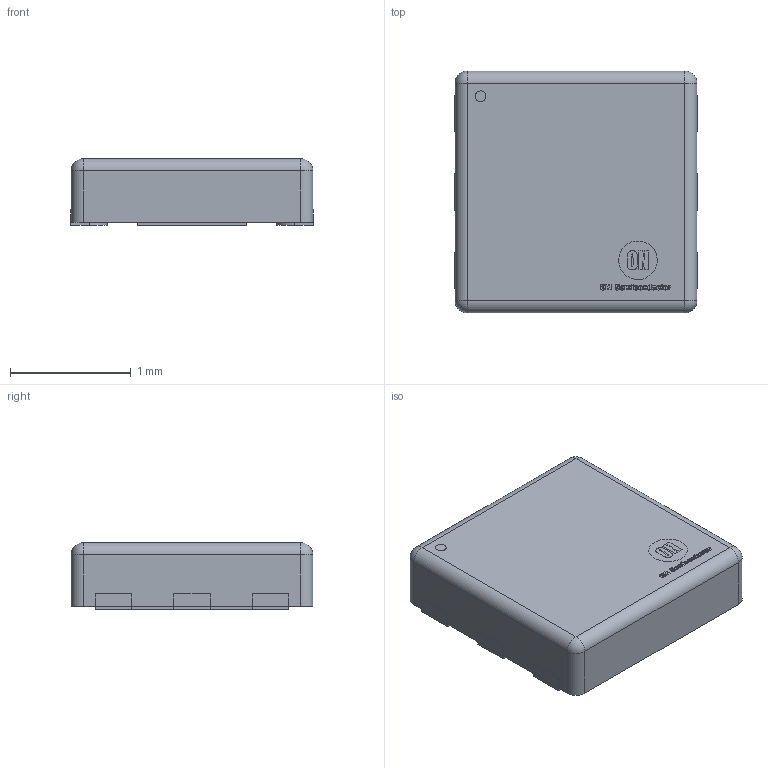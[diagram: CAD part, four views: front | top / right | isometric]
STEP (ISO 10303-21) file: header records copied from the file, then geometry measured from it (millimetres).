
FILE_DESCRIPTION(/* description */ (''),/* implementation_level */ '2;1');
FILE_NAME(/* name */ '1.stp',/* time_stamp */ '2019-10-31T18:19:28+02:00',/* author */ ('k'),/* organization */ (''),/* preprocessor_version */ 'ST-DEVELOPER v15.6',/* originating_system */ 'Autodesk Inventor 2015',/* authorisation */ '');
FILE_SCHEMA (('AUTOMOTIVE_DESIGN { 1 0 10303 214 3 1 1 }'));
Length unit declared in the file: millimetre
Products named in the file (6): 1; 2; On-Semi Yury adjustable; On-Semi Yury adjustable - Copy; On-Semi Logo Assemply
Bounding box: 2 x 2 x 0.55 mm (x, y, z)
Volume: 2.3 mm3; surface area: 17.2 mm2
Topology: 27 solids, 27 shells, 412 faces, 1062 edges, 704 vertices
Faces by surface type: bspline 198, plane 195, cylinder 15, sphere 4
Full cylindrical faces by diameter (mm): 0.088 x1
Entity records: 16898 total; most frequent: CARTESIAN_POINT 8044, ORIENTED_EDGE 2122, DIRECTION 1145, EDGE_CURVE 1061, VERTEX_POINT 704, LINE 635, VECTOR 635, EDGE_LOOP 427
